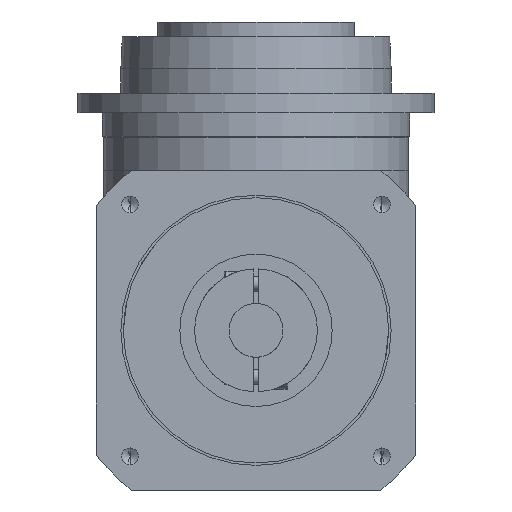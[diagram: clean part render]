
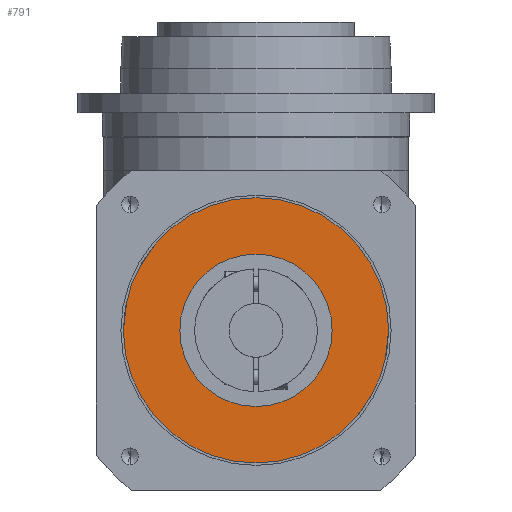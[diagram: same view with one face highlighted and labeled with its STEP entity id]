
A CAD part, front view. The second image highlights one B-rep face of the part: STEP entity #791.
In plain terms, the highlighted planar face has unit normal (0, -1, 0).
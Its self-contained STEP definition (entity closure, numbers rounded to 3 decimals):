
#189 = AXIS2_PLACEMENT_3D ( 'NONE', #4982, #1452, #5590 ) ;
#276 = DIRECTION ( 'NONE',  ( 0., 1., 0. ) ) ;
#527 = DIRECTION ( 'NONE',  ( 0., 0., 1. ) ) ;
#670 = EDGE_CURVE ( 'NONE', #7577, #4966, #1595, .T. ) ;
#791 = ADVANCED_FACE ( 'NONE', ( #5761, #4529 ), #4384, .T. ) ;
#1270 = EDGE_LOOP ( 'NONE', ( #5615, #5562 ) ) ;
#1359 = AXIS2_PLACEMENT_3D ( 'NONE', #3718, #5516, #527 ) ;
#1377 = CARTESIAN_POINT ( 'NONE',  ( 0., -101., -120. ) ) ;
#1452 = DIRECTION ( 'NONE',  ( 0., 1., 0. ) ) ;
#1497 = DIRECTION ( 'NONE',  ( 0., -1., 0. ) ) ;
#1595 = CIRCLE ( 'NONE', #1359, 54. ) ;
#1845 = CIRCLE ( 'NONE', #189, 54. ) ;
#2080 = ORIENTED_EDGE ( 'NONE', *, *, #670, .F. ) ;
#2084 = DIRECTION ( 'NONE',  ( 0., 0., -1. ) ) ;
#2306 = CARTESIAN_POINT ( 'NONE',  ( 0., -101., -66. ) ) ;
#2544 = CARTESIAN_POINT ( 'NONE',  ( 0., -101., -120. ) ) ;
#2710 = ORIENTED_EDGE ( 'NONE', *, *, #6206, .F. ) ;
#2890 = DIRECTION ( 'NONE',  ( 0., 0., 1. ) ) ;
#2969 = EDGE_CURVE ( 'NONE', #5536, #3360, #4355, .T. ) ;
#3360 = VERTEX_POINT ( 'NONE', #4649 ) ;
#3718 = CARTESIAN_POINT ( 'NONE',  ( 0., -101., -66. ) ) ;
#4355 = CIRCLE ( 'NONE', #5612, 31. ) ;
#4384 = PLANE ( 'NONE',  #7345 ) ;
#4471 = EDGE_LOOP ( 'NONE', ( #2080, #2710 ) ) ;
#4529 = FACE_OUTER_BOUND ( 'NONE', #4471, .T. ) ;
#4649 = CARTESIAN_POINT ( 'NONE',  ( 0., -101., -97. ) ) ;
#4881 = AXIS2_PLACEMENT_3D ( 'NONE', #2306, #6485, #2890 ) ;
#4966 = VERTEX_POINT ( 'NONE', #2544 ) ;
#4982 = CARTESIAN_POINT ( 'NONE',  ( 0., -101., -66. ) ) ;
#5071 = CIRCLE ( 'NONE', #4881, 31. ) ;
#5516 = DIRECTION ( 'NONE',  ( 0., 1., 0. ) ) ;
#5536 = VERTEX_POINT ( 'NONE', #5919 ) ;
#5562 = ORIENTED_EDGE ( 'NONE', *, *, #6966, .T. ) ;
#5590 = DIRECTION ( 'NONE',  ( 0., 0., 1. ) ) ;
#5612 = AXIS2_PLACEMENT_3D ( 'NONE', #6207, #276, #7290 ) ;
#5615 = ORIENTED_EDGE ( 'NONE', *, *, #2969, .T. ) ;
#5761 = FACE_BOUND ( 'NONE', #1270, .T. ) ;
#5919 = CARTESIAN_POINT ( 'NONE',  ( 0., -101., -35. ) ) ;
#6206 = EDGE_CURVE ( 'NONE', #4966, #7577, #1845, .T. ) ;
#6207 = CARTESIAN_POINT ( 'NONE',  ( 0., -101., -66. ) ) ;
#6485 = DIRECTION ( 'NONE',  ( 0., 1., 0. ) ) ;
#6966 = EDGE_CURVE ( 'NONE', #3360, #5536, #5071, .T. ) ;
#7216 = CARTESIAN_POINT ( 'NONE',  ( 0., -101., -12. ) ) ;
#7290 = DIRECTION ( 'NONE',  ( 0., 0., 1. ) ) ;
#7345 = AXIS2_PLACEMENT_3D ( 'NONE', #1377, #1497, #2084 ) ;
#7577 = VERTEX_POINT ( 'NONE', #7216 ) ;
